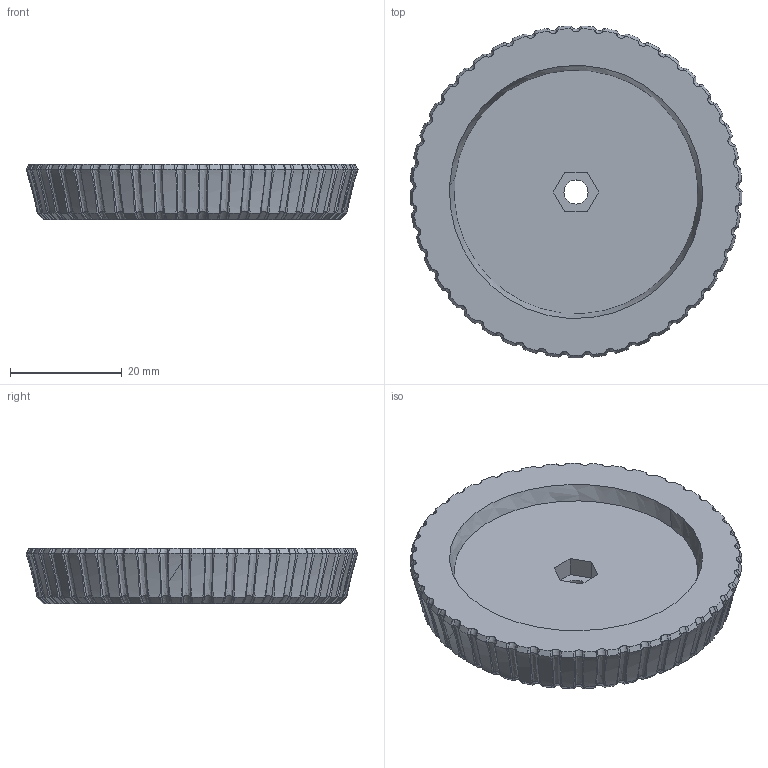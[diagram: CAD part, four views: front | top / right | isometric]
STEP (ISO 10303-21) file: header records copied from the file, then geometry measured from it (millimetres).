
FILE_DESCRIPTION (( 'STEP AP214' ), '1' );
FILE_NAME ('knob.STEP', '2023-11-20T19:35:24', ( '' ), ( '' ), 'SwSTEP 2.0', 'SolidWorks 2023', '' );
FILE_SCHEMA (( 'AUTOMOTIVE_DESIGN' ));
Length unit declared in the file: millimetre
Products named in the file (1): knob
Bounding box: 59.36 x 59.35 x 10 mm (x, y, z)
Volume: 20417 mm3; surface area: 7356.2 mm2
Topology: 1 solids, 1 shells, 700 faces, 1866 edges, 1170 vertices
Faces by surface type: bspline 594, cone 94, plane 10, cylinder 2
Entity records: 27315 total; most frequent: CARTESIAN_POINT 14876, ORIENTED_EDGE 3732, EDGE_CURVE 1866, VERTEX_POINT 1170, B_SPLINE_CURVE_WITH_KNOTS 1043, DIRECTION 1024, EDGE_LOOP 704, ADVANCED_FACE 700
